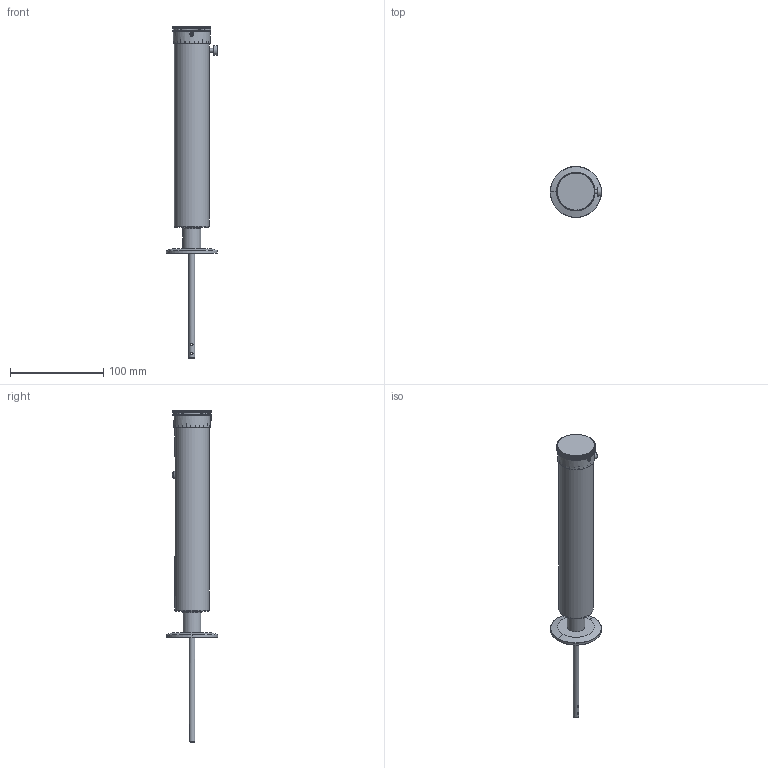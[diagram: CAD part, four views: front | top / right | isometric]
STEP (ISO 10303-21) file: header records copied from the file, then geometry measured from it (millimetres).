
FILE_DESCRIPTION(/* description */ ('Alibre Inc.'),/* implementation_level */ '2;1');
FILE_NAME(/* name */ 'export0',/* time_stamp */ '2018-10-25T08:36:39-07:00',/* author */ (''),/* organization */ (''),/* preprocessor_version */ 'ST-DEVELOPER v14',/* originating_system */ 'Alibre',/* authorisation */ '');
FILE_SCHEMA (('CONFIG_CONTROL_DESIGN'));
Length unit declared in the file: centimetre
Products named in the file (1): ID_1
Bounding box: 55.32 x 54.86 x 356.74 mm (x, y, z)
Volume: 259472.4 mm3; surface area: 39162.4 mm2
Topology: 1 solids, 3 shells, 916 faces, 2516 edges, 1654 vertices
Faces by surface type: plane 466, cylinder 234, bspline 150, cone 54, torus 9, sphere 3
Full cylindrical faces by diameter (mm): 2.642 x2, 2.845 x1, 3.251 x1, 4.166 x1, 4.648 x1, 6.35 x1, 9.423 x1, 9.906 x1, 12.776 x1, 13.462 x1, 15.773 x1, 15.85 x1, 19.05 x1, 19.177 x1, 37.465 x1, 37.846 x1, 39.7 x1
Entity records: 47330 total; most frequent: CARTESIAN_POINT 28606, ORIENTED_EDGE 4966, EDGE_CURVE 2483, DIRECTION 2285, VERTEX_POINT 1665, EDGE_LOOP 1020, FACE_BOUND 1020, AXIS2_PLACEMENT_3D 982
